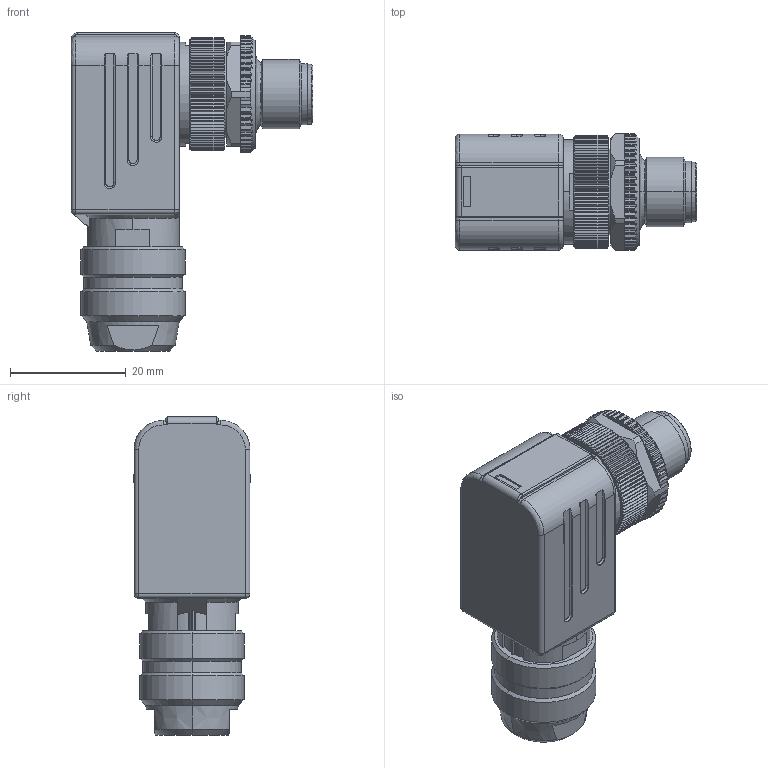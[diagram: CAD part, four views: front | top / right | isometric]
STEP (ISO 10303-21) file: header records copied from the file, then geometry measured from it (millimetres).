
FILE_DESCRIPTION (( 'STEP AP214' ), '1' );
FILE_NAME ('7000-14581-0000000.step', '2017-08-16T13:49:14', ( '' ), ( '' ), 'SwSTEP 2.0', 'SolidWorks 2017', '' );
FILE_SCHEMA (( 'AUTOMOTIVE_DESIGN' ));
Length unit declared in the file: inch
Products named in the file (1): 7000-14581-0000000
Bounding box: 41.8 x 20.2 x 55 mm (x, y, z)
Volume: 20769.9 mm3; surface area: 6877.5 mm2
Topology: 1 solids, 4 shells, 999 faces, 2475 edges, 1488 vertices
Faces by surface type: plane 419, cylinder 319, cone 228, bspline 33
Entity records: 30955 total; most frequent: CARTESIAN_POINT 8354, ORIENTED_EDGE 4926, DIRECTION 4483, EDGE_CURVE 2463, AXIS2_PLACEMENT_3D 1746, VERTEX_POINT 1488, EDGE_LOOP 1017, ADVANCED_FACE 999
